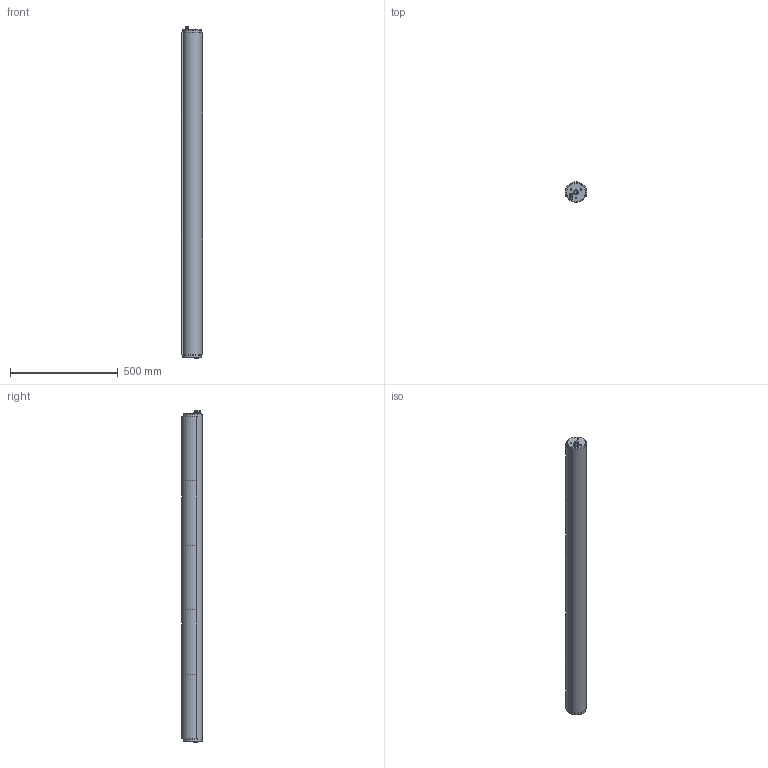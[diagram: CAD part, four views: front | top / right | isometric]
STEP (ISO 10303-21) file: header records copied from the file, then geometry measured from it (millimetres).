
FILE_DESCRIPTION (( 'STEP AP203' ), '1' );
FILE_NAME ('S38100XXX-220.STEP', '2020-01-03T19:38:23', ( '' ), ( '' ), 'SwSTEP 2.0', 'SolidWorks 2019', '' );
FILE_SCHEMA (( 'CONFIG_CONTROL_DESIGN' ));
Length unit declared in the file: inch
Products named in the file (15): Standard Airturn Wafers_64-0113-SK; Standard Airturn Housings_Website   ; S38100XXX-220; 90-0388_4860K126; 90-0398_5225K568; Standard Airturn Plugs_38-0085
Assembly tree (15 placements, depth 2):
  S38100XXX-220
    Standard Airturn Housings_Website   
    Standard Airturn Plugs_38-0085  x2
    90-0388_4860K126
    90-0398_5225K568
    Standard Airturn Wafers_64-0113-SK
    Standard Airturn Wafers_64-0113-SK
    Standard Airturn Wafers_64-0113-SK
    Standard Airturn Wafers_64-0113-SK
    Standard Airturn Wafers_64-0113-SK
    Standard Airturn Wafers_64-0113-SK
    Standard Airturn Wafers_64-0113-SK
    Standard Airturn Wafers_64-0113-SK
    Standard Airturn Wafers_64-0113-SK
    Standard Airturn Wafers_64-0113-SK
Bounding box: 100 x 94.45 x 1543.97 mm (x, y, z)
Volume: 4388417 mm3; surface area: 1432321 mm2
Topology: 17 solids, 17 shells, 238 faces, 509 edges, 325 vertices
Faces by surface type: plane 89, cone 66, cylinder 65, bspline 10, torus 6, sphere 2
Full cylindrical faces by diameter (mm): 6.73 x2, 6.8 x6, 8 x1, 10.052 x1, 10.328 x1, 10.483 x1, 10.8 x1, 11.576 x1, 11.8 x2, 12.15 x1, 12.952 x1, 13.5 x1, 14.25 x1, 15.238 x2, 17 x1, 17.462 x2, 69.647 x2, 71.323 x4, 73.863 x8, 76.2 x1, 88.138 x2, 88.9 x1
Entity records: 13039 total; most frequent: CARTESIAN_POINT 7340, DIRECTION 874, ORIENTED_EDGE 722, AXIS2_PLACEMENT_3D 364, EDGE_CURVE 361, EDGE_LOOP 278, VERTEX_POINT 261, FACE_OUTER_BOUND 233
